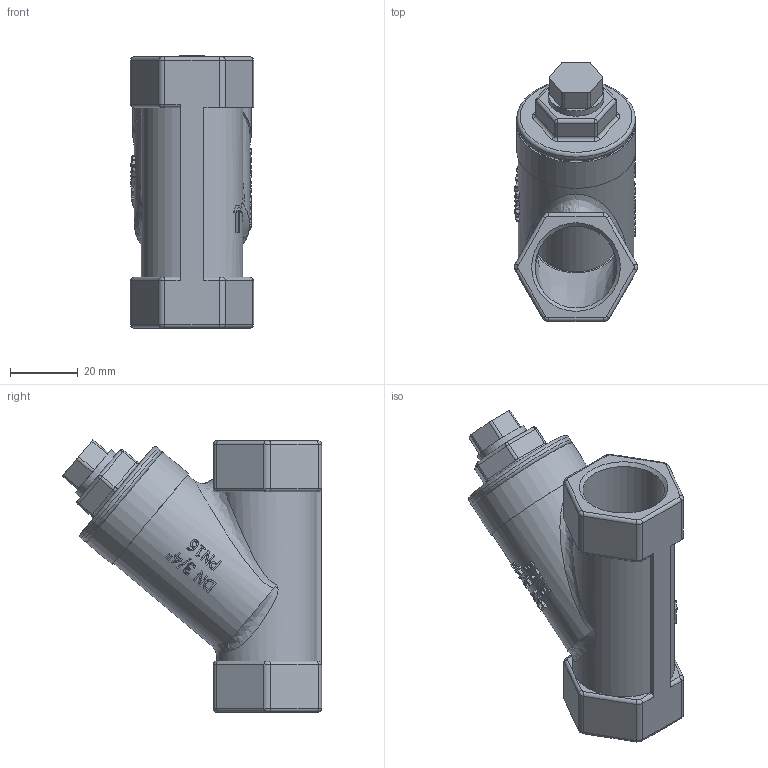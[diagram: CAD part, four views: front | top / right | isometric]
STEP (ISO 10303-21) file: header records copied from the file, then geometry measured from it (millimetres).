
FILE_DESCRIPTION(/* description */ ('230005'),/* implementation_level */ '2;1');
FILE_NAME(/* name */ '230005.stp',/* time_stamp */ '2015-10-08T13:41:36+02:00',/* author */ ('jmorand'),/* organization */ ('Sferaco'),/* preprocessor_version */ 'ST-DEVELOPER v16.1',/* originating_system */ 'Autodesk Inventor 2016',/* authorisation */ '');
FILE_SCHEMA (('AUTOMOTIVE_DESIGN { 1 0 10303 214 3 1 1 }'));
Length unit declared in the file: millimetre
Products named in the file (1): 230005_bd
Bounding box: 36.33 x 76.42 x 80.29 mm (x, y, z)
Volume: 57856.5 mm3; surface area: 29149.3 mm2
Topology: 1 solids, 1 shells, 626 faces, 1638 edges, 1061 vertices
Faces by surface type: bspline 280, plane 215, cylinder 113, torus 8, sphere 6, cone 4
Full cylindrical faces by diameter (mm): 11.445 x1, 16.5 x1, 20 x1, 22 x1, 23 x1, 24 x1, 24.117 x2, 29.5 x1, 34 x1, 35 x2
Entity records: 26658 total; most frequent: CARTESIAN_POINT 12272, ORIENTED_EDGE 3224, DIRECTION 2140, EDGE_CURVE 1612, VERTEX_POINT 1057, LINE 742, VECTOR 742, AXIS2_PLACEMENT_3D 699
